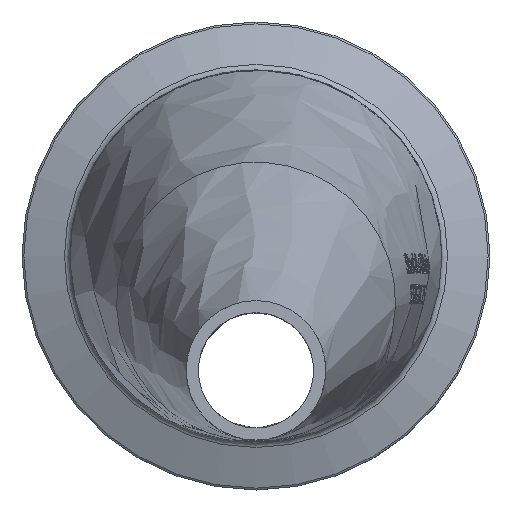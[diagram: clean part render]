
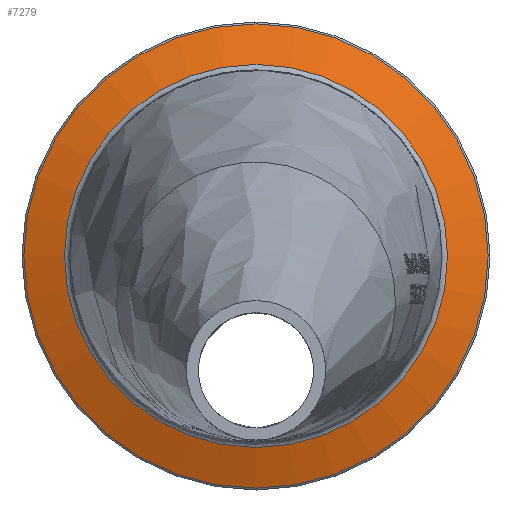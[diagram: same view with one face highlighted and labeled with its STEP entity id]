
A CAD part, top view. The second image highlights one B-rep face of the part: STEP entity #7279.
In plain terms, the highlighted conical face has half-angle 70 degrees and reference radius 28.677 mm.
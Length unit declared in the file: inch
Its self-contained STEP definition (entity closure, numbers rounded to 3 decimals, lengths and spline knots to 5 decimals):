
#13=CONICAL_SURFACE('',#7570,1.129,70.);
#477=FACE_BOUND('',#2086,.T.);
#1637=FACE_OUTER_BOUND('',#2085,.T.);
#2085=EDGE_LOOP('',(#6784));
#2086=EDGE_LOOP('',(#6785));
#2193=CIRCLE('',#7569,1.24813);
#2194=CIRCLE('',#7571,1.02961);
#3501=VERTEX_POINT('',#16826);
#3502=VERTEX_POINT('',#16829);
#4598=EDGE_CURVE('',#3501,#3501,#2193,.T.);
#4599=EDGE_CURVE('',#3502,#3502,#2194,.T.);
#6784=ORIENTED_EDGE('',*,*,#4599,.F.);
#6785=ORIENTED_EDGE('',*,*,#4598,.F.);
#7279=ADVANCED_FACE('',(#1637,#477),#13,.T.);
#7569=AXIS2_PLACEMENT_3D('',#16827,#8499,#8500);
#7570=AXIS2_PLACEMENT_3D('',#16828,#8501,#8502);
#7571=AXIS2_PLACEMENT_3D('',#16830,#8503,#8504);
#8499=DIRECTION('center_axis',(0.,0.,
-1.));
#8500=DIRECTION('ref_axis',(0.,-1.,0.));
#8501=DIRECTION('center_axis',(0.,0.,
-1.));
#8502=DIRECTION('ref_axis',(0.,1.,0.));
#8503=DIRECTION('center_axis',(0.,0.,
1.));
#8504=DIRECTION('ref_axis',(0.,-1.,0.));
#16826=CARTESIAN_POINT('',(0.,1.49813,-2.38441));
#16827=CARTESIAN_POINT('Origin',(0.,0.25,-2.38441));
#16828=CARTESIAN_POINT('Origin',(0.,0.25,-2.34105));
#16829=CARTESIAN_POINT('',(0.,1.27961,-2.30487));
#16830=CARTESIAN_POINT('Origin',(0.,0.25,-2.30487));
